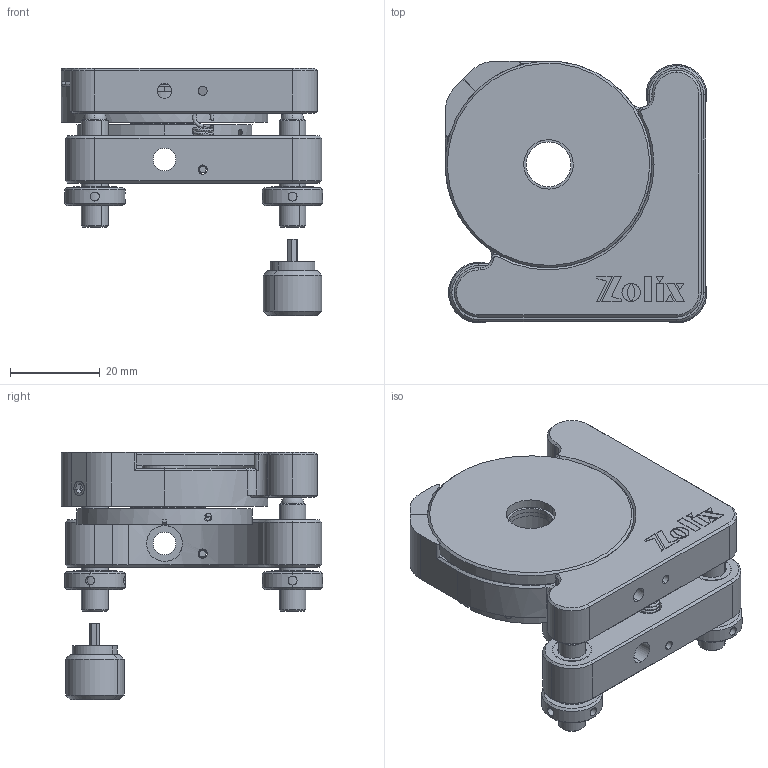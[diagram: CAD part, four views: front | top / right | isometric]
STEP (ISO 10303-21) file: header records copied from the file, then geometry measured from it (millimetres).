
FILE_DESCRIPTION (( 'STEP AP203' ), '1' );
FILE_NAME ('NMPO12.7-3A.STEP', '2019-11-19T07:07:13', ( '' ), ( '' ), 'SwSTEP 2.0', 'SolidWorks 2016', '' );
FILE_SCHEMA (( 'CONFIG_CONTROL_DESIGN' ));
Length unit declared in the file: millimetre
Products named in the file (1): NMPO12.7-3A
Bounding box: 58.25 x 58.25 x 54.98 mm (x, y, z)
Surface area: 22503.1 mm2 (no closed solid volume)
Topology: 0 solids, 43 shells, 456 faces, 1487 edges, 1037 vertices
Faces by surface type: plane 196, cylinder 132, cone 101, bspline 15, sphere 6, torus 6
Entity records: 23920 total; most frequent: CARTESIAN_POINT 10911, DIRECTION 2731, ORIENTED_EDGE 2415, EDGE_CURVE 1468, VERTEX_POINT 1028, AXIS2_PLACEMENT_3D 951, VECTOR 829, LINE 829
